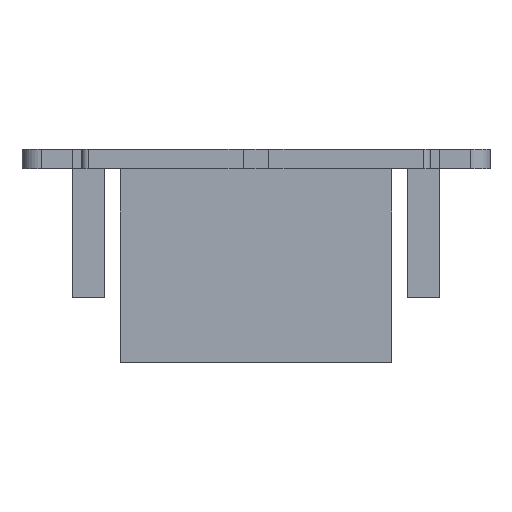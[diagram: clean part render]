
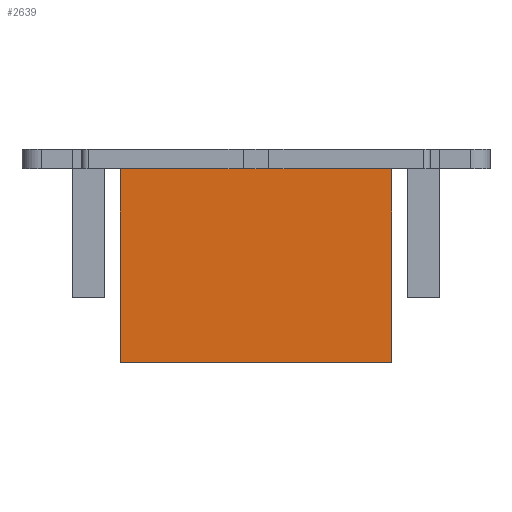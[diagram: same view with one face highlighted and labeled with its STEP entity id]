
A CAD part, front view. The second image highlights one B-rep face of the part: STEP entity #2639.
In plain terms, the highlighted planar face has unit normal (0, -1, 0).
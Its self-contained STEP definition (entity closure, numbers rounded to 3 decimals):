
#217=FACE_OUTER_BOUND('',#385,.T.);
#385=EDGE_LOOP('',(#2101,#2102,#2103,#2104));
#502=LINE('',#3767,#804);
#692=LINE('',#4313,#994);
#693=LINE('',#4315,#995);
#694=LINE('',#4316,#996);
#804=VECTOR('',#3010,10.);
#994=VECTOR('',#3420,10.);
#995=VECTOR('',#3421,10.);
#996=VECTOR('',#3422,10.);
#1106=VERTEX_POINT('',#3764);
#1107=VERTEX_POINT('',#3766);
#1353=VERTEX_POINT('',#4312);
#1354=VERTEX_POINT('',#4314);
#1368=EDGE_CURVE('',#1106,#1107,#502,.T.);
#1644=EDGE_CURVE('',#1353,#1106,#692,.T.);
#1645=EDGE_CURVE('',#1354,#1353,#693,.F.);
#1646=EDGE_CURVE('',#1107,#1354,#694,.T.);
#2101=ORIENTED_EDGE('',*,*,#1368,.F.);
#2102=ORIENTED_EDGE('',*,*,#1644,.F.);
#2103=ORIENTED_EDGE('',*,*,#1645,.F.);
#2104=ORIENTED_EDGE('',*,*,#1646,.F.);
#2549=PLANE('',#2875);
#2639=ADVANCED_FACE('',(#217),#2549,.F.);
#2875=AXIS2_PLACEMENT_3D('',#4311,#3418,#3419);
#3010=DIRECTION('',(1.,0.,0.));
#3418=DIRECTION('center_axis',(0.,1.,0.));
#3419=DIRECTION('ref_axis',(0.,0.,1.));
#3420=DIRECTION('',(0.,0.,1.));
#3421=DIRECTION('',(1.,0.,0.));
#3422=DIRECTION('',(0.,0.,-1.));
#3764=CARTESIAN_POINT('',(-21.,74.,-4.));
#3766=CARTESIAN_POINT('',(21.,74.,-4.));
#3767=CARTESIAN_POINT('',(10.5,74.,-4.));
#4311=CARTESIAN_POINT('Origin',(21.,74.,-4.));
#4312=CARTESIAN_POINT('',(-21.,74.,-34.));
#4313=CARTESIAN_POINT('',(-21.,74.,-4.));
#4314=CARTESIAN_POINT('',(21.,74.,-34.));
#4315=CARTESIAN_POINT('',(10.5,74.,-34.));
#4316=CARTESIAN_POINT('',(21.,74.,-4.));
